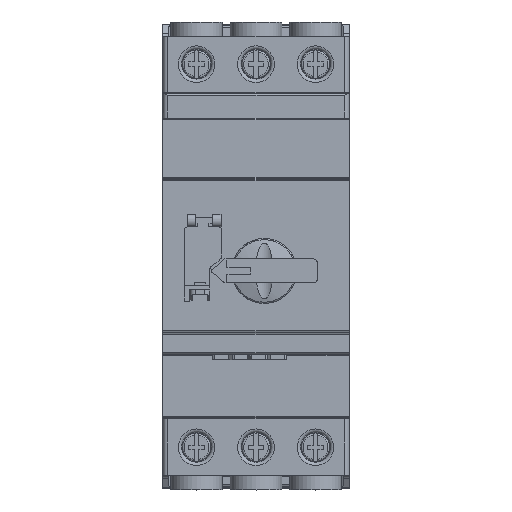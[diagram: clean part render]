
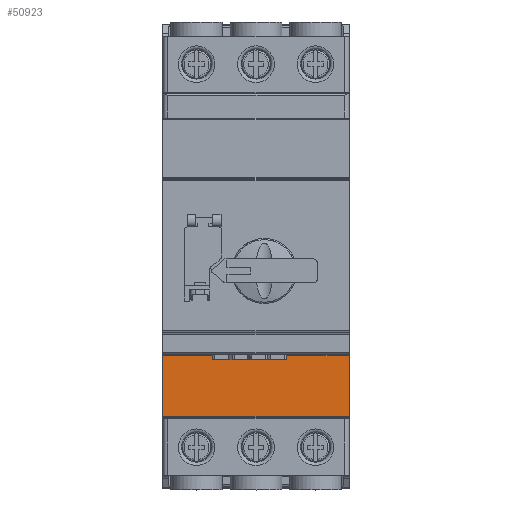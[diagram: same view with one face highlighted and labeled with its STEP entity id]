
A CAD part, top view. The second image highlights one B-rep face of the part: STEP entity #50923.
In plain terms, the highlighted planar face has unit normal (0, 0, 1).
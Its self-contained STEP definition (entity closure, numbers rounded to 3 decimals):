
#9215=ORIENTED_EDGE('',*,*,#16479,.T.);
#9216=ORIENTED_EDGE('',*,*,#16480,.T.);
#9217=ORIENTED_EDGE('',*,*,#16481,.F.);
#9218=ORIENTED_EDGE('',*,*,#16272,.T.);
#9219=ORIENTED_EDGE('',*,*,#16421,.T.);
#9220=ORIENTED_EDGE('',*,*,#16217,.F.);
#9221=ORIENTED_EDGE('',*,*,#16482,.F.);
#9222=ORIENTED_EDGE('',*,*,#16483,.T.);
#16217=EDGE_CURVE('',#20504,#20505,#23951,.T.);
#16272=EDGE_CURVE('',#20543,#20542,#23988,.T.);
#16421=EDGE_CURVE('',#20542,#20505,#24090,.T.);
#16479=EDGE_CURVE('',#20679,#20680,#24138,.T.);
#16480=EDGE_CURVE('',#20680,#20681,#24139,.T.);
#16481=EDGE_CURVE('',#20543,#20681,#24140,.T.);
#16482=EDGE_CURVE('',#20682,#20504,#24141,.T.);
#16483=EDGE_CURVE('',#20682,#20679,#24142,.F.);
#20504=VERTEX_POINT('',#73390);
#20505=VERTEX_POINT('',#73392);
#20542=VERTEX_POINT('',#73501);
#20543=VERTEX_POINT('',#73503);
#20679=VERTEX_POINT('',#73910);
#20680=VERTEX_POINT('',#73911);
#20681=VERTEX_POINT('',#73913);
#20682=VERTEX_POINT('',#73916);
#23951=LINE('',#73391,#27615);
#23988=LINE('',#73502,#27652);
#24090=LINE('',#73794,#27754);
#24138=LINE('',#73909,#27802);
#24139=LINE('',#73912,#27803);
#24140=LINE('',#73914,#27804);
#24141=LINE('',#73915,#27805);
#24142=LINE('',#73917,#27806);
#27615=VECTOR('',#62176,1000.);
#27652=VECTOR('',#62285,1000.);
#27754=VECTOR('',#62595,1000.);
#27802=VECTOR('',#62677,1000.);
#27803=VECTOR('',#62678,1000.);
#27804=VECTOR('',#62679,1000.);
#27805=VECTOR('',#62680,1000.);
#27806=VECTOR('',#62681,1000.);
#30572=EDGE_LOOP('',(#9215,#9216,#9217,#9218,#9219,#9220,#9221,#9222));
#33054=FACE_BOUND('',#30572,.T.);
#34703=PLANE('',#54078);
#50923=ADVANCED_FACE('',(#33054),#34703,.T.);
#54078=AXIS2_PLACEMENT_3D('',#73908,#62675,#62676);
#62176=DIRECTION('',(0.,-1.,0.));
#62285=DIRECTION('',(0.,-1.,0.));
#62595=DIRECTION('',(1.,0.,0.));
#62675=DIRECTION('',(0.,0.,1.));
#62676=DIRECTION('',(1.,0.,0.));
#62677=DIRECTION('',(-1.,0.,0.));
#62678=DIRECTION('',(0.,1.,0.));
#62679=DIRECTION('',(1.,0.,0.));
#62680=DIRECTION('',(1.,0.,0.));
#62681=DIRECTION('',(0.,1.,0.));
#73390=CARTESIAN_POINT('',(54.58,-29.24,112.22));
#73391=CARTESIAN_POINT('',(54.58,-29.24,112.22));
#73392=CARTESIAN_POINT('',(54.58,-46.93,112.22));
#73501=CARTESIAN_POINT('',(0.02,-46.93,112.22));
#73502=CARTESIAN_POINT('',(0.02,-29.24,112.22));
#73503=CARTESIAN_POINT('',(0.02,-29.24,112.22));
#73794=CARTESIAN_POINT('',(0.02,-46.93,112.22));
#73908=CARTESIAN_POINT('',(0.02,-29.24,112.22));
#73909=CARTESIAN_POINT('',(14.16,-30.44,112.22));
#73910=CARTESIAN_POINT('',(36.246,-30.44,112.22));
#73911=CARTESIAN_POINT('',(14.654,-30.44,112.22));
#73912=CARTESIAN_POINT('',(14.654,-30.44,112.22));
#73913=CARTESIAN_POINT('',(14.654,-29.24,112.22));
#73914=CARTESIAN_POINT('',(0.02,-29.24,112.22));
#73915=CARTESIAN_POINT('',(0.02,-29.24,112.22));
#73916=CARTESIAN_POINT('',(36.246,-29.24,112.22));
#73917=CARTESIAN_POINT('',(36.246,-30.44,112.22));
